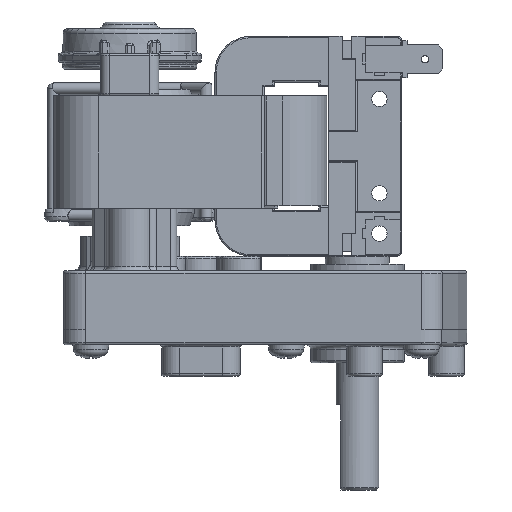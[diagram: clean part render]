
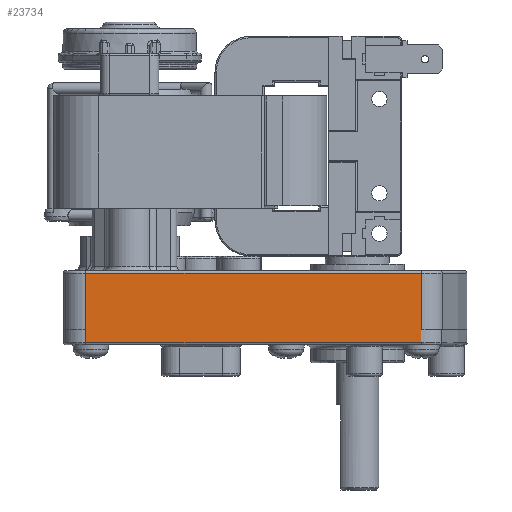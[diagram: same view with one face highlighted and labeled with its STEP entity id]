
A CAD part, left-side view. The second image highlights one B-rep face of the part: STEP entity #23734.
In plain terms, the highlighted planar face has unit normal (-1, 0, 0).
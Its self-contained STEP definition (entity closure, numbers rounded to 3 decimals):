
#23134=CARTESIAN_POINT('',(-31.75,-65.07,-16.0));
#23135=VERTEX_POINT('',#23134);
#23268=CARTESIAN_POINT('',(-31.75,9.8,-16.0));
#23269=VERTEX_POINT('',#23268);
#23295=CARTESIAN_POINT('',(-31.75,-65.07,-16.0));
#23296=DIRECTION('',(0.0,1.0,0.0));
#23297=VECTOR('',#23296,74.87);
#23298=LINE('',#23295,#23297);
#23299=EDGE_CURVE('',#23135,#23269,#23298,.T.);
#23329=CARTESIAN_POINT('',(-31.75,-65.07,-13.0));
#23330=VERTEX_POINT('',#23329);
#23338=CARTESIAN_POINT('',(-31.75,-65.07,-13.0));
#23339=DIRECTION('',(0.0,0.0,-1.0));
#23340=VECTOR('',#23339,3.0);
#23341=LINE('',#23338,#23340);
#23342=EDGE_CURVE('',#23330,#23135,#23341,.T.);
#23517=CARTESIAN_POINT('',(-31.75,9.8,-13.0));
#23518=VERTEX_POINT('',#23517);
#23519=CARTESIAN_POINT('',(-31.75,9.8,-13.0));
#23520=DIRECTION('',(0.0,0.0,-1.0));
#23521=VECTOR('',#23520,3.0);
#23522=LINE('',#23519,#23521);
#23523=EDGE_CURVE('',#23518,#23269,#23522,.T.);
#23624=CARTESIAN_POINT('',(-31.75,9.8,-0.5));
#23625=VERTEX_POINT('',#23624);
#23640=CARTESIAN_POINT('',(-31.75,9.8,-13.0));
#23641=DIRECTION('',(0.0,0.0,1.0));
#23642=VECTOR('',#23641,12.5);
#23643=LINE('',#23640,#23642);
#23644=EDGE_CURVE('',#23518,#23625,#23643,.T.);
#23700=CARTESIAN_POINT('',(-31.75,14.8,0.0));
#23701=DIRECTION('',(-1.0,0.0,0.0));
#23702=DIRECTION('',(0.0,0.0,1.0));
#23703=AXIS2_PLACEMENT_3D('',#23700,#23701,#23702);
#23704=PLANE('',#23703);
#23705=CARTESIAN_POINT('',(-31.75,-65.07,-0.5));
#23706=VERTEX_POINT('',#23705);
#23707=CARTESIAN_POINT('',(-31.75,9.8,-0.5));
#23708=DIRECTION('',(0.0,-1.0,0.0));
#23709=VECTOR('',#23708,74.87);
#23710=LINE('',#23707,#23709);
#23711=EDGE_CURVE('',#23625,#23706,#23710,.T.);
#23712=ORIENTED_EDGE('',*,*,#23711,.F.);
#23713=ORIENTED_EDGE('',*,*,#23644,.F.);
#23714=ORIENTED_EDGE('',*,*,#23523,.T.);
#23715=ORIENTED_EDGE('',*,*,#23299,.F.);
#23716=ORIENTED_EDGE('',*,*,#23342,.F.);
#23717=CARTESIAN_POINT('',(-31.75,-65.07,-13.0));
#23718=VERTEX_POINT('',#23717);
#23719=CARTESIAN_POINT('',(-26.75,-65.07,-13.0));
#23720=DIRECTION('',(0.0,0.0,1.0));
#23721=DIRECTION('',(-0.832,-0.555,0.0));
#23722=AXIS2_PLACEMENT_3D('',#23719,#23720,#23721);
#23723=CIRCLE('',#23722,5.0);
#23724=EDGE_CURVE('',#23718,#23330,#23723,.T.);
#23725=ORIENTED_EDGE('',*,*,#23724,.F.);
#23726=CARTESIAN_POINT('',(-31.75,-65.07,-0.5));
#23727=DIRECTION('',(0.0,0.0,-1.0));
#23728=VECTOR('',#23727,12.5);
#23729=LINE('',#23726,#23728);
#23730=EDGE_CURVE('',#23706,#23718,#23729,.T.);
#23731=ORIENTED_EDGE('',*,*,#23730,.F.);
#23732=EDGE_LOOP('',(#23712,#23713,#23714,#23715,#23716,#23725,#23731));
#23733=FACE_OUTER_BOUND('',#23732,.T.);
#23734=ADVANCED_FACE('',(#23733),#23704,.T.);
